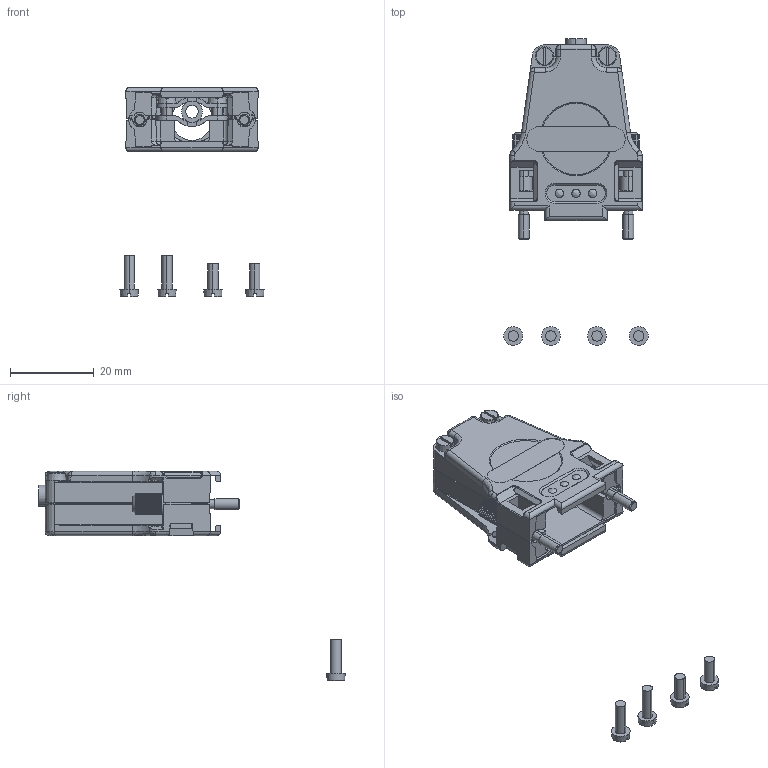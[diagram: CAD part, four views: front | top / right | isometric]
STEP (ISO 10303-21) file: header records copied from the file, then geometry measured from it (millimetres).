
FILE_DESCRIPTION (( 'STEP AP214' ), '1' );
FILE_NAME ('211-HSG-D09-SR-V3-01.STEP', '2018-02-14T15:29:01', ( '' ), ( '' ), 'SwSTEP 2.0', 'SolidWorks 2014', '' );
FILE_SCHEMA (( 'AUTOMOTIVE_DESIGN' ));
Length unit declared in the file: millimetre
Products named in the file (9): 9211-HSG-D09-SR-V3-CLAMP; 9211-HSG-SCREW_vernickelt; 9370-VIT-TUBE_X_3x15mm; 9370-VIT-TUBE2-X_Di=2mm L=3,5mm; 9211-HSG-D09-SR-BOTTOM; 9211-HSG-D09-SR-TOP; 211-HSG-D09-SR-V3-01; ISO 1207 - M2.5 x 8 --- 8N_ISO 1207 - M2.5 x 8 --- 8N; ISO 1207 - M2.5 x 6 --- 6N_ISO 1207 - M2.5 x 6 --- 6N
Assembly tree (17 placements, depth 2):
  211-HSG-D09-SR-V3-01
    9211-HSG-D09-SR-TOP
    9211-HSG-D09-SR-BOTTOM
    9370-VIT-TUBE2-X_Di=2mm L=3,5mm  x2
    9370-VIT-TUBE_X_3x15mm
    9211-HSG-SCREW_vernickelt  x2
    9211-HSG-D09-SR-V3-CLAMP  x2
    ISO 1207 - M2.5 x 6 --- 6N_ISO 1207 - M2.5 x 6 --- 6N  x4
    ISO 1207 - M2.5 x 8 --- 8N_ISO 1207 - M2.5 x 8 --- 8N  x4
Bounding box: 34.5 x 73.25 x 50 mm (x, y, z)
Volume: 7142.6 mm3; surface area: 10357.3 mm2
Topology: 17 solids, 17 shells, 1125 faces, 3050 edges, 1967 vertices
Faces by surface type: plane 578, cylinder 303, cone 121, bspline 107, torus 16
Entity records: 40266 total; most frequent: CARTESIAN_POINT 12805, ORIENTED_EDGE 4632, DIRECTION 3792, EDGE_CURVE 2316, VERTEX_POINT 1485, VECTOR 1366, LINE 1366, AXIS2_PLACEMENT_3D 1213
